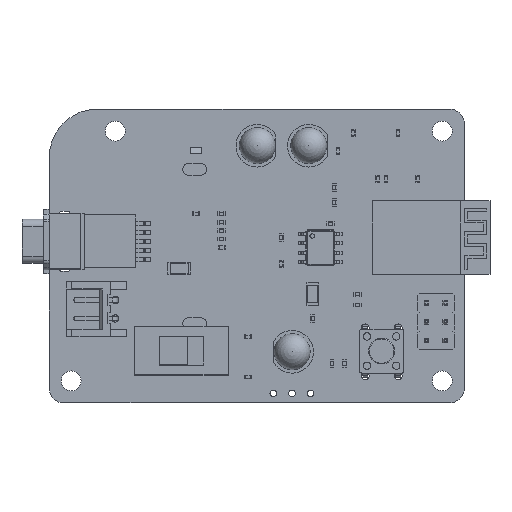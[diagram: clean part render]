
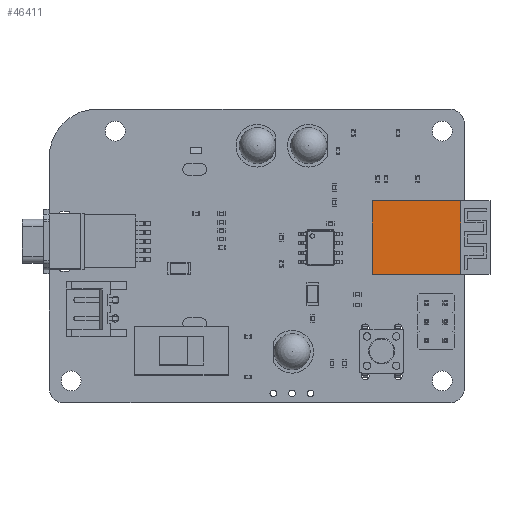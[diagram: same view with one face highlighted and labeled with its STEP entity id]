
A CAD part, top view. The second image highlights one B-rep face of the part: STEP entity #46411.
In plain terms, the highlighted planar face has unit normal (0, 0, 1).
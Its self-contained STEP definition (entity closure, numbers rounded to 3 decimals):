
#46411 = ADVANCED_FACE('',(#46412),#46446,.T.);
#46412 = FACE_BOUND('',#46413,.T.);
#46413 = EDGE_LOOP('',(#46414,#46424,#46432,#46440));
#46414 = ORIENTED_EDGE('',*,*,#46415,.F.);
#46415 = EDGE_CURVE('',#46416,#46418,#46420,.T.);
#46416 = VERTEX_POINT('',#46417);
#46417 = CARTESIAN_POINT('',(5.,5.5,2.2));
#46418 = VERTEX_POINT('',#46419);
#46419 = CARTESIAN_POINT('',(5.,-6.5,2.2));
#46420 = LINE('',#46421,#46422);
#46421 = CARTESIAN_POINT('',(5.,5.5,2.2));
#46422 = VECTOR('',#46423,1.);
#46423 = DIRECTION('',(0.,-1.,0.));
#46424 = ORIENTED_EDGE('',*,*,#46425,.T.);
#46425 = EDGE_CURVE('',#46416,#46426,#46428,.T.);
#46426 = VERTEX_POINT('',#46427);
#46427 = CARTESIAN_POINT('',(-5.,5.5,2.2));
#46428 = LINE('',#46429,#46430);
#46429 = CARTESIAN_POINT('',(5.,5.5,2.2));
#46430 = VECTOR('',#46431,1.);
#46431 = DIRECTION('',(-1.,0.,0.));
#46432 = ORIENTED_EDGE('',*,*,#46433,.T.);
#46433 = EDGE_CURVE('',#46426,#46434,#46436,.T.);
#46434 = VERTEX_POINT('',#46435);
#46435 = CARTESIAN_POINT('',(-5.,-6.5,2.2));
#46436 = LINE('',#46437,#46438);
#46437 = CARTESIAN_POINT('',(-5.,5.5,2.2));
#46438 = VECTOR('',#46439,1.);
#46439 = DIRECTION('',(0.,-1.,0.));
#46440 = ORIENTED_EDGE('',*,*,#46441,.F.);
#46441 = EDGE_CURVE('',#46418,#46434,#46442,.T.);
#46442 = LINE('',#46443,#46444);
#46443 = CARTESIAN_POINT('',(5.,-6.5,2.2));
#46444 = VECTOR('',#46445,1.);
#46445 = DIRECTION('',(-1.,0.,0.));
#46446 = PLANE('',#46447);
#46447 = AXIS2_PLACEMENT_3D('',#46448,#46449,#46450);
#46448 = CARTESIAN_POINT('',(5.,5.5,2.2));
#46449 = DIRECTION('',(0.,0.,1.));
#46450 = DIRECTION('',(-1.,0.,0.));
